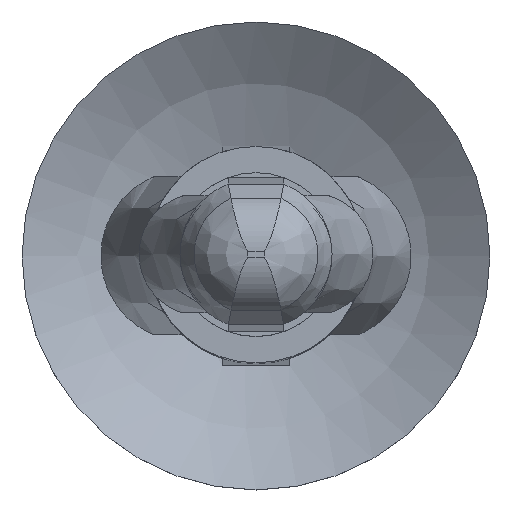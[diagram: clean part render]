
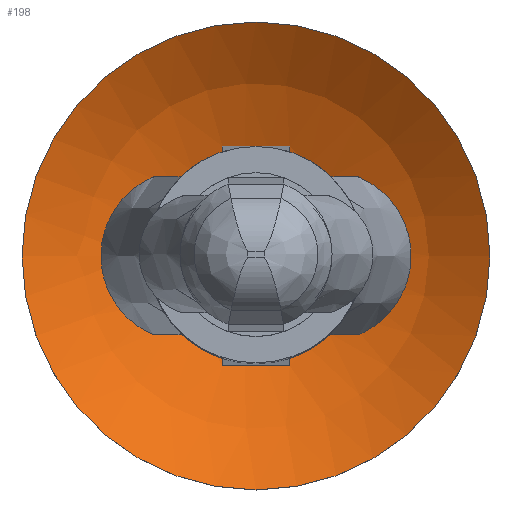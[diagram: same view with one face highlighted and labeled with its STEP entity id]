
A CAD part, top view. The second image highlights one B-rep face of the part: STEP entity #198.
In plain terms, the highlighted spherical face has radius 6.414 mm.
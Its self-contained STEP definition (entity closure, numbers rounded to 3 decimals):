
#198 = ADVANCED_FACE( '', ( #419, #420 ), #421, .F. );
#419 = FACE_OUTER_BOUND( '', #839, .T. );
#420 = FACE_OUTER_BOUND( '', #840, .T. );
#421 = SPHERICAL_SURFACE( '', #841, 6.414 );
#839 = EDGE_LOOP( '', ( #1329, #1330, #1331, #1332 ) );
#840 = EDGE_LOOP( '', ( #1333 ) );
#841 = AXIS2_PLACEMENT_3D( '', #1334, #1335, #1336 );
#1329 = ORIENTED_EDGE( '', *, *, #1616, .T. );
#1330 = ORIENTED_EDGE( '', *, *, #1582, .T. );
#1331 = ORIENTED_EDGE( '', *, *, #1541, .T. );
#1332 = ORIENTED_EDGE( '', *, *, #1595, .T. );
#1333 = ORIENTED_EDGE( '', *, *, #1630, .F. );
#1334 = CARTESIAN_POINT( '', ( 0., 0., -8.236 ) );
#1335 = DIRECTION( '', ( 0., 0., -1. ) );
#1336 = DIRECTION( '', ( -1., 0., 0. ) );
#1541 = EDGE_CURVE( '', #1781, #1779, #1782, .F. );
#1582 = EDGE_CURVE( '', #1852, #1781, #1853, .F. );
#1595 = EDGE_CURVE( '', #1779, #1874, #1875, .F. );
#1616 = EDGE_CURVE( '', #1874, #1852, #1901, .F. );
#1630 = EDGE_CURVE( '', #1921, #1921, #1922, .T. );
#1779 = VERTEX_POINT( '', #2134 );
#1781 = VERTEX_POINT( '', #2137 );
#1782 = CIRCLE( '', #2138, 6.388 );
#1852 = VERTEX_POINT( '', #2265 );
#1853 = CIRCLE( '', #2266, 6.134 );
#1874 = VERTEX_POINT( '', #2315 );
#1875 = CIRCLE( '', #2316, 6.134 );
#1901 = CIRCLE( '', #2355, 6.388 );
#1921 = VERTEX_POINT( '', #2380 );
#1922 = CIRCLE( '', #2381, 4. );
#2134 = CARTESIAN_POINT( '', ( -0.575, 1.875, -14.343 ) );
#2137 = CARTESIAN_POINT( '', ( -0.575, -1.875, -14.343 ) );
#2138 = AXIS2_PLACEMENT_3D( '', #2677, #2678, #2679 );
#2265 = CARTESIAN_POINT( '', ( 0.575, -1.875, -14.343 ) );
#2266 = AXIS2_PLACEMENT_3D( '', #2721, #2722, #2723 );
#2315 = CARTESIAN_POINT( '', ( 0.575, 1.875, -14.343 ) );
#2316 = AXIS2_PLACEMENT_3D( '', #2733, #2734, #2735 );
#2355 = AXIS2_PLACEMENT_3D( '', #2751, #2752, #2753 );
#2380 = CARTESIAN_POINT( '', ( -4., 0., -13.25 ) );
#2381 = AXIS2_PLACEMENT_3D( '', #2768, #2769, #2770 );
#2677 = CARTESIAN_POINT( '', ( -0.575, 0., -8.236 ) );
#2678 = DIRECTION( '', ( -1., 0., 0. ) );
#2679 = DIRECTION( '', ( 0., -1., 0. ) );
#2721 = CARTESIAN_POINT( '', ( 0., -1.875, -8.236 ) );
#2722 = DIRECTION( '', ( 0., -1., 0. ) );
#2723 = DIRECTION( '', ( 1., 0., 0. ) );
#2733 = CARTESIAN_POINT( '', ( 0., 1.875, -8.236 ) );
#2734 = DIRECTION( '', ( 0., 1., 0. ) );
#2735 = DIRECTION( '', ( -1., 0., 0. ) );
#2751 = CARTESIAN_POINT( '', ( 0.575, 0., -8.236 ) );
#2752 = DIRECTION( '', ( 1., 0., 0. ) );
#2753 = DIRECTION( '', ( 0., 1., 0. ) );
#2768 = CARTESIAN_POINT( '', ( 0., 0., -13.25 ) );
#2769 = DIRECTION( '', ( 0., 0., -1. ) );
#2770 = DIRECTION( '', ( -1., 0., 0. ) );
